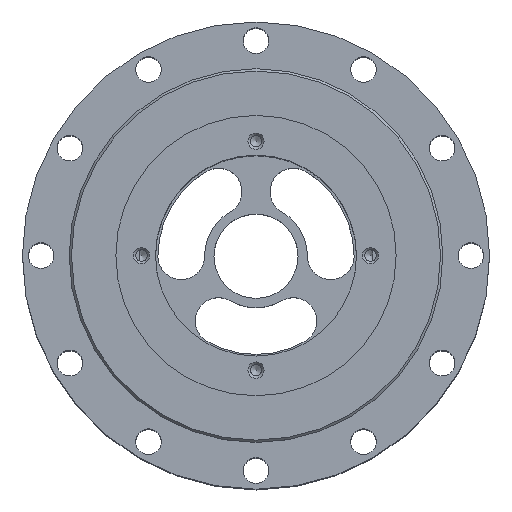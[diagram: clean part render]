
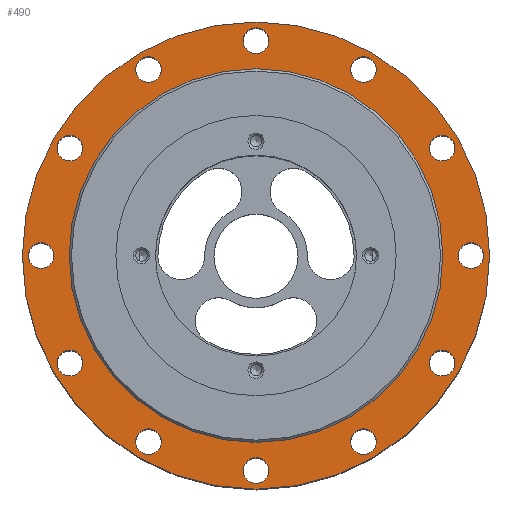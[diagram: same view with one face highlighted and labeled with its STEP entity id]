
A CAD part, top view. The second image highlights one B-rep face of the part: STEP entity #490.
In plain terms, the highlighted planar face has unit normal (0, 0, 1).
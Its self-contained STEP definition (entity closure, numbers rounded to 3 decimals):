
#490=ADVANCED_FACE('',(#1750,#1752,#1754,#1756,#1758,#1760,#1762,#1764,#1766,#1768,
#1770,#1772,#1774,#1776),#1778,.T.);
#1750=FACE_BOUND('',#1751,.T.);
#1751=EDGE_LOOP('',(#2720));
#1752=FACE_BOUND('',#1753,.T.);
#1753=EDGE_LOOP('',(#2721));
#1754=FACE_BOUND('',#1755,.T.);
#1755=EDGE_LOOP('',(#2722));
#1756=FACE_BOUND('',#1757,.T.);
#1757=EDGE_LOOP('',(#2723));
#1758=FACE_BOUND('',#1759,.T.);
#1759=EDGE_LOOP('',(#2724));
#1760=FACE_BOUND('',#1761,.T.);
#1761=EDGE_LOOP('',(#2725));
#1762=FACE_BOUND('',#1763,.T.);
#1763=EDGE_LOOP('',(#2726));
#1764=FACE_BOUND('',#1765,.T.);
#1765=EDGE_LOOP('',(#2727));
#1766=FACE_BOUND('',#1767,.T.);
#1767=EDGE_LOOP('',(#2728));
#1768=FACE_BOUND('',#1769,.T.);
#1769=EDGE_LOOP('',(#2729));
#1770=FACE_BOUND('',#1771,.T.);
#1771=EDGE_LOOP('',(#2730));
#1772=FACE_BOUND('',#1773,.T.);
#1773=EDGE_LOOP('',(#2731));
#1774=FACE_BOUND('',#1775,.T.);
#1775=EDGE_LOOP('',(#2732));
#1776=FACE_BOUND('',#1777,.T.);
#1777=EDGE_LOOP('',(#2733));
#1778=PLANE('',#1779);
#1779=AXIS2_PLACEMENT_3D('',#1780,#1781,#1782);
#1780=CARTESIAN_POINT('',(0.,0.,-4.));
#1781=DIRECTION('',(-0.,-0.,1.));
#1782=DIRECTION('',(0.,-1.,0.));
#2720=ORIENTED_EDGE('',*,*,#3044,.F.);
#2721=ORIENTED_EDGE('',*,*,#3065,.T.);
#2722=ORIENTED_EDGE('',*,*,#3064,.T.);
#2723=ORIENTED_EDGE('',*,*,#3063,.T.);
#2724=ORIENTED_EDGE('',*,*,#3062,.T.);
#2725=ORIENTED_EDGE('',*,*,#3061,.T.);
#2726=ORIENTED_EDGE('',*,*,#3060,.T.);
#2727=ORIENTED_EDGE('',*,*,#3059,.T.);
#2728=ORIENTED_EDGE('',*,*,#3058,.T.);
#2729=ORIENTED_EDGE('',*,*,#3057,.T.);
#2730=ORIENTED_EDGE('',*,*,#3056,.T.);
#2731=ORIENTED_EDGE('',*,*,#3055,.T.);
#2732=ORIENTED_EDGE('',*,*,#3100,.T.);
#2733=ORIENTED_EDGE('',*,*,#3054,.T.);
#3044=EDGE_CURVE('',#3322,#3322,#3323,.T.);
#3054=EDGE_CURVE('',#3340,#3340,#3341,.F.);
#3055=EDGE_CURVE('',#3342,#3342,#3343,.F.);
#3056=EDGE_CURVE('',#3344,#3344,#3345,.F.);
#3057=EDGE_CURVE('',#3346,#3346,#3347,.F.);
#3058=EDGE_CURVE('',#3348,#3348,#3349,.F.);
#3059=EDGE_CURVE('',#3350,#3350,#3351,.F.);
#3060=EDGE_CURVE('',#3352,#3352,#3353,.F.);
#3061=EDGE_CURVE('',#3354,#3354,#3355,.F.);
#3062=EDGE_CURVE('',#3356,#3356,#3357,.F.);
#3063=EDGE_CURVE('',#3358,#3358,#3359,.F.);
#3064=EDGE_CURVE('',#3360,#3360,#3361,.F.);
#3065=EDGE_CURVE('',#3362,#3362,#3363,.F.);
#3100=EDGE_CURVE('',#3432,#3432,#3433,.T.);
#3322=VERTEX_POINT('',#4185);
#3323=CIRCLE('',#4186,100.);
#3340=VERTEX_POINT('',#4301);
#3341=CIRCLE('',#4302,5.5);
#3342=VERTEX_POINT('',#4306);
#3343=CIRCLE('',#4307,5.5);
#3344=VERTEX_POINT('',#4311);
#3345=CIRCLE('',#4312,5.5);
#3346=VERTEX_POINT('',#4316);
#3347=CIRCLE('',#4317,5.5);
#3348=VERTEX_POINT('',#4321);
#3349=CIRCLE('',#4322,5.5);
#3350=VERTEX_POINT('',#4326);
#3351=CIRCLE('',#4327,5.5);
#3352=VERTEX_POINT('',#4331);
#3353=CIRCLE('',#4332,5.5);
#3354=VERTEX_POINT('',#4336);
#3355=CIRCLE('',#4337,5.5);
#3356=VERTEX_POINT('',#4341);
#3357=CIRCLE('',#4342,5.5);
#3358=VERTEX_POINT('',#4346);
#3359=CIRCLE('',#4347,5.5);
#3360=VERTEX_POINT('',#4351);
#3361=CIRCLE('',#4352,5.5);
#3362=VERTEX_POINT('',#4356);
#3363=CIRCLE('',#4357,5.5);
#3432=VERTEX_POINT('',#5351);
#3433=CIRCLE('',#5352,80.);
#4185=CARTESIAN_POINT('',(0.,-100.,-4.));
#4186=AXIS2_PLACEMENT_3D('',#4187,#4188,#4189);
#4187=CARTESIAN_POINT('',(0.,0.,-4.));
#4188=DIRECTION('',(0.,0.,-1.));
#4189=DIRECTION('',(0.,-1.,0.));
#4301=CARTESIAN_POINT('',(5.5,92.,-4.));
#4302=AXIS2_PLACEMENT_3D('',#4303,#4304,#4305);
#4303=CARTESIAN_POINT('',(0.,92.,-4.));
#4304=DIRECTION('',(-0.,-0.,1.));
#4305=DIRECTION('',(1.,0.,0.));
#4306=CARTESIAN_POINT('',(-41.237,82.424,-4.));
#4307=AXIS2_PLACEMENT_3D('',#4308,#4309,#4310);
#4308=CARTESIAN_POINT('',(-46.,79.674,-4.));
#4309=DIRECTION('',(-0.,-0.,1.));
#4310=DIRECTION('',(0.866,0.5,0.));
#4311=CARTESIAN_POINT('',(-76.924,50.763,-4.));
#4312=AXIS2_PLACEMENT_3D('',#4313,#4314,#4315);
#4313=CARTESIAN_POINT('',(-79.674,46.,-4.));
#4314=DIRECTION('',(-0.,-0.,1.));
#4315=DIRECTION('',(0.5,0.866,0.));
#4316=CARTESIAN_POINT('',(-92.,5.5,-4.));
#4317=AXIS2_PLACEMENT_3D('',#4318,#4319,#4320);
#4318=CARTESIAN_POINT('',(-92.,0.,-4.));
#4319=DIRECTION('',(-0.,-0.,1.));
#4320=DIRECTION('',(0.,1.,-0.));
#4321=CARTESIAN_POINT('',(-82.424,-41.237,-4.));
#4322=AXIS2_PLACEMENT_3D('',#4323,#4324,#4325);
#4323=CARTESIAN_POINT('',(-79.674,-46.,-4.));
#4324=DIRECTION('',(-0.,-0.,1.));
#4325=DIRECTION('',(-0.5,0.866,-0.));
#4326=CARTESIAN_POINT('',(-50.763,-76.924,-4.));
#4327=AXIS2_PLACEMENT_3D('',#4328,#4329,#4330);
#4328=CARTESIAN_POINT('',(-46.,-79.674,-4.));
#4329=DIRECTION('',(-0.,-0.,1.));
#4330=DIRECTION('',(-0.866,0.5,-0.));
#4331=CARTESIAN_POINT('',(-5.5,-92.,-4.));
#4332=AXIS2_PLACEMENT_3D('',#4333,#4334,#4335);
#4333=CARTESIAN_POINT('',(0.,-92.,-4.));
#4334=DIRECTION('',(-0.,-0.,1.));
#4335=DIRECTION('',(-1.,0.,0.));
#4336=CARTESIAN_POINT('',(41.237,-82.424,-4.));
#4337=AXIS2_PLACEMENT_3D('',#4338,#4339,#4340);
#4338=CARTESIAN_POINT('',(46.,-79.674,-4.));
#4339=DIRECTION('',(-0.,-0.,1.));
#4340=DIRECTION('',(-0.866,-0.5,0.));
#4341=CARTESIAN_POINT('',(76.924,-50.763,-4.));
#4342=AXIS2_PLACEMENT_3D('',#4343,#4344,#4345);
#4343=CARTESIAN_POINT('',(79.674,-46.,-4.));
#4344=DIRECTION('',(-0.,-0.,1.));
#4345=DIRECTION('',(-0.5,-0.866,0.));
#4346=CARTESIAN_POINT('',(92.,-5.5,-4.));
#4347=AXIS2_PLACEMENT_3D('',#4348,#4349,#4350);
#4348=CARTESIAN_POINT('',(92.,0.,-4.));
#4349=DIRECTION('',(-0.,-0.,1.));
#4350=DIRECTION('',(0.,-1.,0.));
#4351=CARTESIAN_POINT('',(82.424,41.237,-4.));
#4352=AXIS2_PLACEMENT_3D('',#4353,#4354,#4355);
#4353=CARTESIAN_POINT('',(79.674,46.,-4.));
#4354=DIRECTION('',(-0.,-0.,1.));
#4355=DIRECTION('',(0.5,-0.866,0.));
#4356=CARTESIAN_POINT('',(50.763,76.924,-4.));
#4357=AXIS2_PLACEMENT_3D('',#4358,#4359,#4360);
#4358=CARTESIAN_POINT('',(46.,79.674,-4.));
#4359=DIRECTION('',(-0.,-0.,1.));
#4360=DIRECTION('',(0.866,-0.5,0.));
#5351=CARTESIAN_POINT('',(0.,-80.,-4.));
#5352=AXIS2_PLACEMENT_3D('',#5353,#5354,#5355);
#5353=CARTESIAN_POINT('',(0.,0.,-4.));
#5354=DIRECTION('',(0.,0.,-1.));
#5355=DIRECTION('',(0.,-1.,0.));
